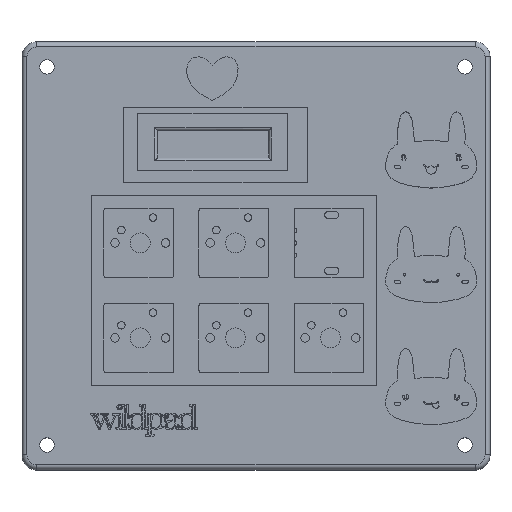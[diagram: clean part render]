
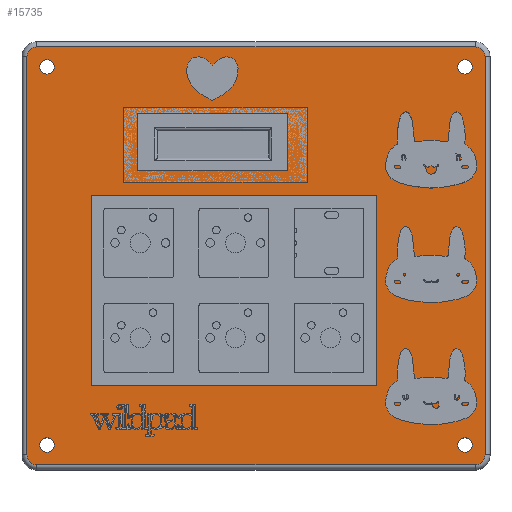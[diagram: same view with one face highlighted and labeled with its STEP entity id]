
A CAD part, top view. The second image highlights one B-rep face of the part: STEP entity #15735.
In plain terms, the highlighted planar face has unit normal (0, 0, 1).
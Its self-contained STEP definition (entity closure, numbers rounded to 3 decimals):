
#1735=FACE_BOUND('',#3302,.T.);
#1736=FACE_BOUND('',#3303,.T.);
#1737=FACE_BOUND('',#3304,.T.);
#1738=FACE_BOUND('',#3305,.T.);
#1739=FACE_BOUND('',#3306,.T.);
#1740=FACE_BOUND('',#3307,.T.);
#2013=CIRCLE('',#16838,2.);
#2014=CIRCLE('',#16839,2.);
#2015=CIRCLE('',#16840,2.);
#2016=CIRCLE('',#16841,2.);
#2017=CIRCLE('',#16842,1.45);
#2018=CIRCLE('',#16843,1.45);
#2019=CIRCLE('',#16844,1.45);
#2020=CIRCLE('',#16845,1.45);
#2298=FACE_OUTER_BOUND('',#3301,.T.);
#3301=EDGE_LOOP('',(#11472,#11473,#11474,#11475,#11476,#11477,#11478,#11479));
#3302=EDGE_LOOP('',(#11480));
#3303=EDGE_LOOP('',(#11481));
#3304=EDGE_LOOP('',(#11482,#11483,#11484,#11485));
#3305=EDGE_LOOP('',(#11486));
#3306=EDGE_LOOP('',(#11487));
#3307=EDGE_LOOP('',(#11488,#11489,#11490,#11491));
#4392=LINE('',#20774,#5593);
#4393=LINE('',#20778,#5594);
#4394=LINE('',#20782,#5595);
#4395=LINE('',#20786,#5596);
#4396=LINE('',#20794,#5597);
#4397=LINE('',#20796,#5598);
#4398=LINE('',#20798,#5599);
#4399=LINE('',#20799,#5600);
#4400=LINE('',#20806,#5601);
#4401=LINE('',#20808,#5602);
#4402=LINE('',#20810,#5603);
#4403=LINE('',#20811,#5604);
#5593=VECTOR('',#18298,10.);
#5594=VECTOR('',#18301,10.);
#5595=VECTOR('',#18304,10.);
#5596=VECTOR('',#18307,10.);
#5597=VECTOR('',#18314,10.);
#5598=VECTOR('',#18315,10.);
#5599=VECTOR('',#18316,10.);
#5600=VECTOR('',#18317,10.);
#5601=VECTOR('',#18322,10.);
#5602=VECTOR('',#18323,10.);
#5603=VECTOR('',#18324,10.);
#5604=VECTOR('',#18325,10.);
#6787=VERTEX_POINT('',#20772);
#6788=VERTEX_POINT('',#20773);
#6789=VERTEX_POINT('',#20775);
#6790=VERTEX_POINT('',#20777);
#6791=VERTEX_POINT('',#20779);
#6792=VERTEX_POINT('',#20781);
#6793=VERTEX_POINT('',#20783);
#6794=VERTEX_POINT('',#20785);
#6795=VERTEX_POINT('',#20788);
#6796=VERTEX_POINT('',#20790);
#6797=VERTEX_POINT('',#20792);
#6798=VERTEX_POINT('',#20793);
#6799=VERTEX_POINT('',#20795);
#6800=VERTEX_POINT('',#20797);
#6801=VERTEX_POINT('',#20800);
#6802=VERTEX_POINT('',#20802);
#6803=VERTEX_POINT('',#20804);
#6804=VERTEX_POINT('',#20805);
#6805=VERTEX_POINT('',#20807);
#6806=VERTEX_POINT('',#20809);
#8552=EDGE_CURVE('',#6787,#6788,#4392,.T.);
#8553=EDGE_CURVE('',#6789,#6787,#2013,.T.);
#8554=EDGE_CURVE('',#6790,#6789,#4393,.T.);
#8555=EDGE_CURVE('',#6791,#6790,#2014,.T.);
#8556=EDGE_CURVE('',#6792,#6791,#4394,.T.);
#8557=EDGE_CURVE('',#6793,#6792,#2015,.T.);
#8558=EDGE_CURVE('',#6794,#6793,#4395,.T.);
#8559=EDGE_CURVE('',#6788,#6794,#2016,.T.);
#8560=EDGE_CURVE('',#6795,#6795,#2017,.T.);
#8561=EDGE_CURVE('',#6796,#6796,#2018,.T.);
#8562=EDGE_CURVE('',#6797,#6798,#4396,.T.);
#8563=EDGE_CURVE('',#6798,#6799,#4397,.T.);
#8564=EDGE_CURVE('',#6799,#6800,#4398,.T.);
#8565=EDGE_CURVE('',#6800,#6797,#4399,.T.);
#8566=EDGE_CURVE('',#6801,#6801,#2019,.T.);
#8567=EDGE_CURVE('',#6802,#6802,#2020,.T.);
#8568=EDGE_CURVE('',#6803,#6804,#4400,.T.);
#8569=EDGE_CURVE('',#6803,#6805,#4401,.T.);
#8570=EDGE_CURVE('',#6806,#6805,#4402,.T.);
#8571=EDGE_CURVE('',#6804,#6806,#4403,.T.);
#11472=ORIENTED_EDGE('',*,*,#8552,.F.);
#11473=ORIENTED_EDGE('',*,*,#8553,.F.);
#11474=ORIENTED_EDGE('',*,*,#8554,.F.);
#11475=ORIENTED_EDGE('',*,*,#8555,.F.);
#11476=ORIENTED_EDGE('',*,*,#8556,.F.);
#11477=ORIENTED_EDGE('',*,*,#8557,.F.);
#11478=ORIENTED_EDGE('',*,*,#8558,.F.);
#11479=ORIENTED_EDGE('',*,*,#8559,.F.);
#11480=ORIENTED_EDGE('',*,*,#8560,.T.);
#11481=ORIENTED_EDGE('',*,*,#8561,.T.);
#11482=ORIENTED_EDGE('',*,*,#8562,.T.);
#11483=ORIENTED_EDGE('',*,*,#8563,.T.);
#11484=ORIENTED_EDGE('',*,*,#8564,.T.);
#11485=ORIENTED_EDGE('',*,*,#8565,.T.);
#11486=ORIENTED_EDGE('',*,*,#8566,.T.);
#11487=ORIENTED_EDGE('',*,*,#8567,.T.);
#11488=ORIENTED_EDGE('',*,*,#8568,.F.);
#11489=ORIENTED_EDGE('',*,*,#8569,.T.);
#11490=ORIENTED_EDGE('',*,*,#8570,.F.);
#11491=ORIENTED_EDGE('',*,*,#8571,.F.);
#15256=PLANE('',#16837);
#15735=ADVANCED_FACE('',(#2298,#1735,#1736,#1737,#1738,#1739,#1740),#15256,
 .T.);
#16837=AXIS2_PLACEMENT_3D('',#20771,#18296,#18297);
#16838=AXIS2_PLACEMENT_3D('',#20776,#18299,#18300);
#16839=AXIS2_PLACEMENT_3D('',#20780,#18302,#18303);
#16840=AXIS2_PLACEMENT_3D('',#20784,#18305,#18306);
#16841=AXIS2_PLACEMENT_3D('',#20787,#18308,#18309);
#16842=AXIS2_PLACEMENT_3D('',#20789,#18310,#18311);
#16843=AXIS2_PLACEMENT_3D('',#20791,#18312,#18313);
#16844=AXIS2_PLACEMENT_3D('',#20801,#18318,#18319);
#16845=AXIS2_PLACEMENT_3D('',#20803,#18320,#18321);
#18296=DIRECTION('center_axis',(0.,0.,1.));
#18297=DIRECTION('ref_axis',(1.,0.,0.));
#18298=DIRECTION('',(-1.,0.,0.));
#18299=DIRECTION('center_axis',(0.,0.,-1.));
#18300=DIRECTION('ref_axis',(0.707,-0.707,0.));
#18301=DIRECTION('',(0.,-1.,0.));
#18302=DIRECTION('center_axis',(0.,0.,-1.));
#18303=DIRECTION('ref_axis',(0.707,0.707,0.));
#18304=DIRECTION('',(1.,0.,0.));
#18305=DIRECTION('center_axis',(0.,0.,-1.));
#18306=DIRECTION('ref_axis',(-0.707,0.707,0.));
#18307=DIRECTION('',(0.,1.,0.));
#18308=DIRECTION('center_axis',(0.,0.,-1.));
#18309=DIRECTION('ref_axis',(-0.707,-0.707,0.));
#18310=DIRECTION('center_axis',(0.,0.,-1.));
#18311=DIRECTION('ref_axis',(-1.,0.,0.));
#18312=DIRECTION('center_axis',(0.,0.,-1.));
#18313=DIRECTION('ref_axis',(-1.,0.,0.));
#18314=DIRECTION('',(1.,0.,0.));
#18315=DIRECTION('',(0.,-1.,0.));
#18316=DIRECTION('',(-1.,0.,0.));
#18317=DIRECTION('',(0.,1.,0.));
#18318=DIRECTION('center_axis',(0.,0.,-1.));
#18319=DIRECTION('ref_axis',(-1.,0.,0.));
#18320=DIRECTION('center_axis',(0.,0.,-1.));
#18321=DIRECTION('ref_axis',(-1.,0.,0.));
#18322=DIRECTION('',(0.,-1.,0.));
#18323=DIRECTION('',(1.,0.,0.));
#18324=DIRECTION('',(0.,1.,0.));
#18325=DIRECTION('',(1.,0.,0.));
#20771=CARTESIAN_POINT('Origin',(36.9,32.9,21.));
#20772=CARTESIAN_POINT('',(80.8,-9.,21.));
#20773=CARTESIAN_POINT('',(-7.,-9.,21.));
#20774=CARTESIAN_POINT('',(13.45,-9.,21.));
#20775=CARTESIAN_POINT('',(82.8,-7.,21.));
#20776=CARTESIAN_POINT('Origin',(80.8,-7.,21.));
#20777=CARTESIAN_POINT('',(82.8,72.8,21.));
#20778=CARTESIAN_POINT('',(82.8,11.45,21.));
#20779=CARTESIAN_POINT('',(80.8,74.8,21.));
#20780=CARTESIAN_POINT('Origin',(80.8,72.8,21.));
#20781=CARTESIAN_POINT('',(-7.,74.8,21.));
#20782=CARTESIAN_POINT('',(60.35,74.8,21.));
#20783=CARTESIAN_POINT('',(-9.,72.8,21.));
#20784=CARTESIAN_POINT('Origin',(-7.,72.8,21.));
#20785=CARTESIAN_POINT('',(-9.,-7.,21.));
#20786=CARTESIAN_POINT('',(-9.,54.35,21.));
#20787=CARTESIAN_POINT('Origin',(-7.,-7.,21.));
#20788=CARTESIAN_POINT('',(-3.55,-5.,21.));
#20789=CARTESIAN_POINT('Origin',(-5.,-5.,21.));
#20790=CARTESIAN_POINT('',(-3.55,70.8,21.));
#20791=CARTESIAN_POINT('Origin',(-5.,70.8,21.));
#20792=CARTESIAN_POINT('',(3.9,45.025,21.));
#20793=CARTESIAN_POINT('',(61.05,45.025,21.));
#20794=CARTESIAN_POINT('',(20.4,45.025,21.));
#20795=CARTESIAN_POINT('',(61.05,6.925,21.));
#20796=CARTESIAN_POINT('',(61.05,38.963,21.));
#20797=CARTESIAN_POINT('',(3.9,6.925,21.));
#20798=CARTESIAN_POINT('',(48.975,6.925,21.));
#20799=CARTESIAN_POINT('',(3.9,19.913,21.));
#20800=CARTESIAN_POINT('',(80.25,-5.,21.));
#20801=CARTESIAN_POINT('Origin',(78.8,-5.,21.));
#20802=CARTESIAN_POINT('',(80.25,70.8,21.));
#20803=CARTESIAN_POINT('Origin',(78.8,70.8,21.));
#20804=CARTESIAN_POINT('',(13.2,61.5,21.));
#20805=CARTESIAN_POINT('',(13.2,50.,21.));
#20806=CARTESIAN_POINT('',(13.2,41.45,21.));
#20807=CARTESIAN_POINT('',(43.2,61.5,21.));
#20808=CARTESIAN_POINT('',(25.05,61.5,21.));
#20809=CARTESIAN_POINT('',(43.2,50.,21.));
#20810=CARTESIAN_POINT('',(43.2,47.2,21.));
#20811=CARTESIAN_POINT('',(40.05,50.,21.));
